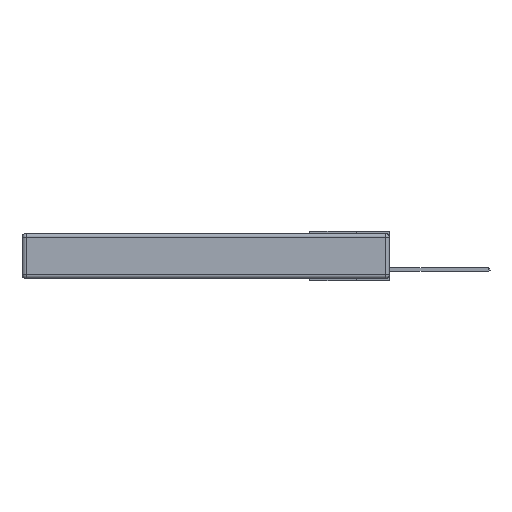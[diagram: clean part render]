
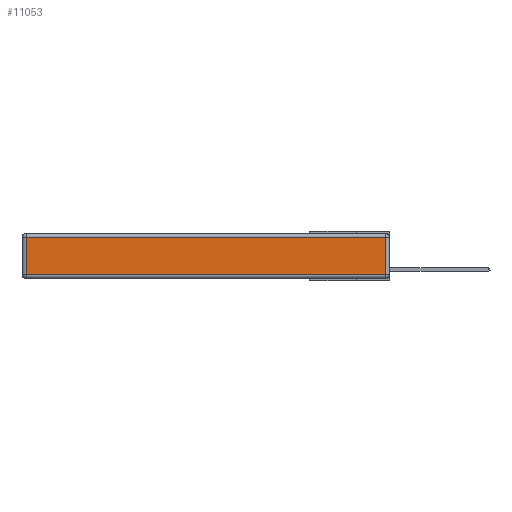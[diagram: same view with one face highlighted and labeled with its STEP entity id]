
A CAD part, left-side view. The second image highlights one B-rep face of the part: STEP entity #11053.
In plain terms, the highlighted planar face has unit normal (-1, 0, 0).
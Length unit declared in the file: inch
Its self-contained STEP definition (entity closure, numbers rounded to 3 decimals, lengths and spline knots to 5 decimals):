
#561 = CARTESIAN_POINT ( 'NONE',  ( 0., 2.75, -0.03 ) ) ;
#1219 = CARTESIAN_POINT ( 'NONE',  ( 0., 0., -0.343 ) ) ;
#2022 = VERTEX_POINT ( 'NONE', #7160 ) ;
#2097 = CARTESIAN_POINT ( 'NONE',  ( 0., 0., -0.313 ) ) ;
#4677 = DIRECTION ( 'NONE',  ( 0., 0., 1. ) ) ;
#6207 = DIRECTION ( 'NONE',  ( 0., 1., 0. ) ) ;
#6609 = VECTOR ( 'NONE', #12427, 39.37008 ) ;
#6967 = ORIENTED_EDGE ( 'NONE', *, *, #23954, .T. ) ;
#7160 = CARTESIAN_POINT ( 'NONE',  ( 0., 0.03, -0.313 ) ) ;
#7887 = VECTOR ( 'NONE', #15189, 39.37008 ) ;
#8156 = ORIENTED_EDGE ( 'NONE', *, *, #8726, .T. ) ;
#8384 = LINE ( 'NONE', #10467, #6609 ) ;
#8495 = DIRECTION ( 'NONE',  ( 0., 0., -1. ) ) ;
#8580 = EDGE_CURVE ( 'NONE', #10350, #11213, #13775, .T. ) ;
#8726 = EDGE_CURVE ( 'NONE', #11213, #16026, #14939, .T. ) ;
#9137 = EDGE_CURVE ( 'NONE', #16026, #2022, #23904, .T. ) ;
#10143 = CARTESIAN_POINT ( 'NONE',  ( 0., 0.03, -0.03 ) ) ;
#10350 = VERTEX_POINT ( 'NONE', #10143 ) ;
#10467 = CARTESIAN_POINT ( 'NONE',  ( 0., 0.03, -0.343 ) ) ;
#10566 = DIRECTION ( 'NONE',  ( -1., 0., 0. ) ) ;
#11053 = ADVANCED_FACE ( 'NONE', ( #21167 ), #12455, .T. ) ;
#11213 = VERTEX_POINT ( 'NONE', #20069 ) ;
#12238 = ORIENTED_EDGE ( 'NONE', *, *, #9137, .T. ) ;
#12427 = DIRECTION ( 'NONE',  ( 0., 0., 1. ) ) ;
#12455 = PLANE ( 'NONE',  #24073 ) ;
#13775 = LINE ( 'NONE', #561, #15220 ) ;
#14285 = CARTESIAN_POINT ( 'NONE',  ( 0., 2.72, -0.343 ) ) ;
#14624 = VECTOR ( 'NONE', #8495, 39.37008 ) ;
#14939 = LINE ( 'NONE', #14285, #14624 ) ;
#15189 = DIRECTION ( 'NONE',  ( 0., -1., 0. ) ) ;
#15220 = VECTOR ( 'NONE', #6207, 39.37008 ) ;
#16026 = VERTEX_POINT ( 'NONE', #23773 ) ;
#20069 = CARTESIAN_POINT ( 'NONE',  ( 0., 2.72, -0.03 ) ) ;
#21167 = FACE_OUTER_BOUND ( 'NONE', #23053, .T. ) ;
#23011 = ORIENTED_EDGE ( 'NONE', *, *, #8580, .T. ) ;
#23053 = EDGE_LOOP ( 'NONE', ( #12238, #6967, #23011, #8156 ) ) ;
#23773 = CARTESIAN_POINT ( 'NONE',  ( 0., 2.72, -0.313 ) ) ;
#23904 = LINE ( 'NONE', #2097, #7887 ) ;
#23954 = EDGE_CURVE ( 'NONE', #2022, #10350, #8384, .T. ) ;
#24073 = AXIS2_PLACEMENT_3D ( 'NONE', #1219, #10566, #4677 ) ;
